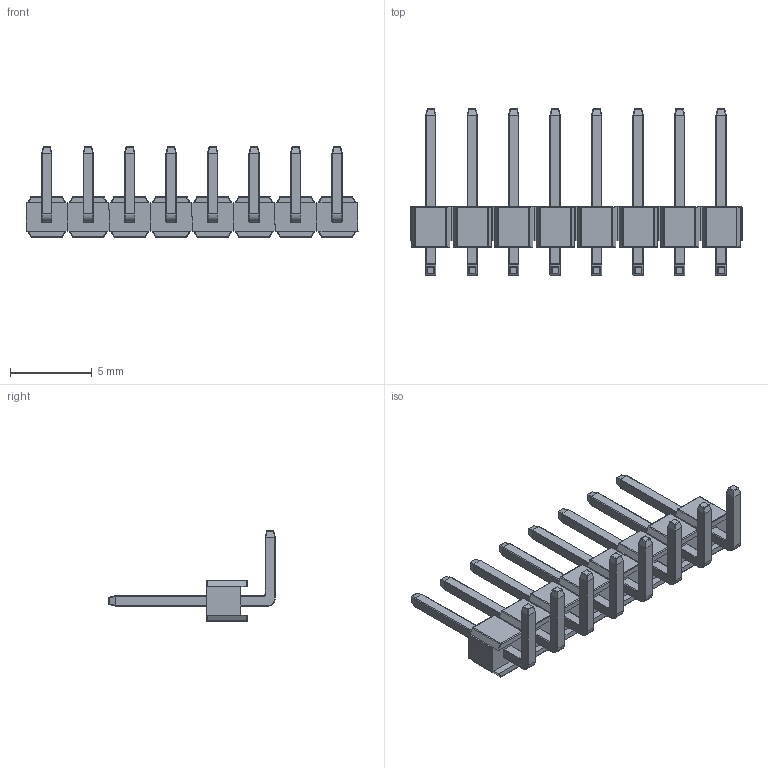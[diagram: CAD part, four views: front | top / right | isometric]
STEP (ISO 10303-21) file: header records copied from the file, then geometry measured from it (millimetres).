
FILE_DESCRIPTION (( 'STEP AP214' ), '1' );
FILE_NAME ('PH1RB-08-UA.STEP', '2019-04-16T17:09:35', ( '' ), ( '' ), 'SwSTEP 2.0', 'SolidWorks 2014', '' );
FILE_SCHEMA (( 'AUTOMOTIVE_DESIGN' ));
Length unit declared in the file: millimetre
Products named in the file (1): PH1RB-08-UA
Bounding box: 20.33 x 10.22 x 5.55 mm (x, y, z)
Volume: 145 mm3; surface area: 609 mm2
Topology: 24 solids, 24 shells, 944 faces, 2272 edges, 1344 vertices
Faces by surface type: cylinder 432, plane 352, torus 96, sphere 64
Entity records: 26997 total; most frequent: CARTESIAN_POINT 5393, DIRECTION 4546, ORIENTED_EDGE 4480, EDGE_CURVE 2240, AXIS2_PLACEMENT_3D 1649, VERTEX_POINT 1344, LINE 1248, VECTOR 1248
